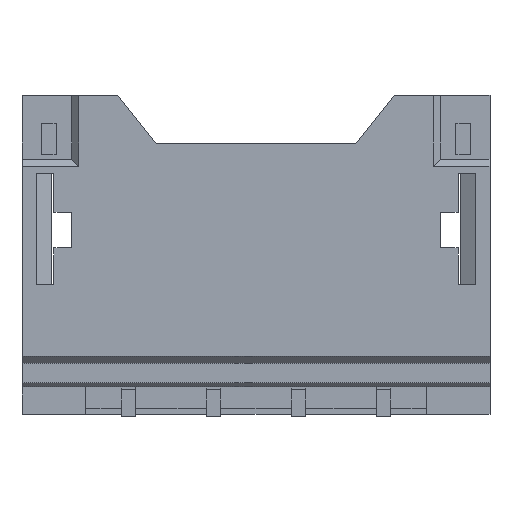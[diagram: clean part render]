
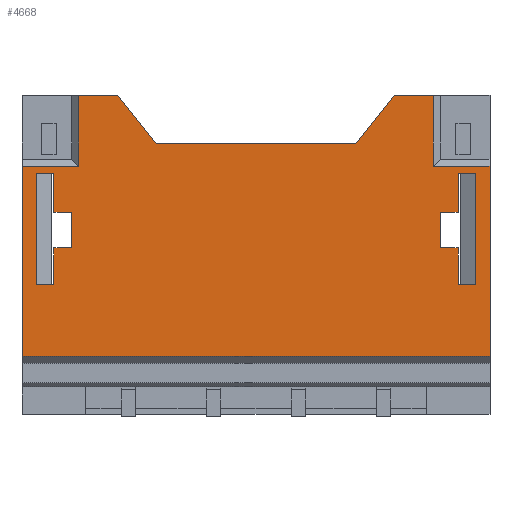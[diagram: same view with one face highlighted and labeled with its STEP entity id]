
A CAD part, front view. The second image highlights one B-rep face of the part: STEP entity #4668.
In plain terms, the highlighted planar face has unit normal (0, -1, 0).
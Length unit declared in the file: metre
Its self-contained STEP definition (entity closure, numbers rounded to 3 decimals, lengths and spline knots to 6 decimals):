
#1004=ORIENTED_EDGE('',*,*,#1944,.T.);
#1005=ORIENTED_EDGE('',*,*,#1940,.T.);
#1006=ORIENTED_EDGE('',*,*,#1947,.T.);
#1007=ORIENTED_EDGE('',*,*,#1930,.F.);
#1008=ORIENTED_EDGE('',*,*,#1948,.F.);
#1009=ORIENTED_EDGE('',*,*,#1935,.T.);
#1010=ORIENTED_EDGE('',*,*,#1934,.T.);
#1011=ORIENTED_EDGE('',*,*,#1946,.T.);
#1012=ORIENTED_EDGE('',*,*,#1914,.F.);
#1013=ORIENTED_EDGE('',*,*,#1949,.F.);
#1014=ORIENTED_EDGE('',*,*,#1901,.T.);
#1015=ORIENTED_EDGE('',*,*,#1950,.T.);
#1016=ORIENTED_EDGE('',*,*,#1909,.F.);
#1017=ORIENTED_EDGE('',*,*,#1908,.T.);
#1018=ORIENTED_EDGE('',*,*,#1905,.T.);
#1019=ORIENTED_EDGE('',*,*,#1917,.T.);
#1020=ORIENTED_EDGE('',*,*,#1889,.F.);
#1021=ORIENTED_EDGE('',*,*,#1951,.F.);
#1022=ORIENTED_EDGE('',*,*,#1561,.T.);
#1023=ORIENTED_EDGE('',*,*,#1565,.T.);
#1024=ORIENTED_EDGE('',*,*,#1568,.T.);
#1025=ORIENTED_EDGE('',*,*,#1952,.F.);
#1026=ORIENTED_EDGE('',*,*,#1953,.T.);
#1027=ORIENTED_EDGE('',*,*,#1954,.F.);
#1028=ORIENTED_EDGE('',*,*,#1809,.F.);
#1029=ORIENTED_EDGE('',*,*,#1770,.T.);
#1030=ORIENTED_EDGE('',*,*,#1883,.F.);
#1031=ORIENTED_EDGE('',*,*,#1891,.F.);
#1561=EDGE_CURVE('',#2182,#2181,#2650,.T.);
#1565=EDGE_CURVE('',#2181,#2184,#2654,.T.);
#1568=EDGE_CURVE('',#2184,#2186,#2657,.T.);
#1770=EDGE_CURVE('',#2321,#2322,#2849,.T.);
#1809=EDGE_CURVE('',#2321,#2350,#2886,.T.);
#1883=EDGE_CURVE('',#2400,#2322,#2960,.T.);
#1889=EDGE_CURVE('',#2403,#2404,#2966,.T.);
#1891=EDGE_CURVE('',#2404,#2400,#2968,.T.);
#1901=EDGE_CURVE('',#2411,#2412,#2978,.T.);
#1905=EDGE_CURVE('',#2414,#2416,#2982,.T.);
#1908=EDGE_CURVE('',#2417,#2414,#2985,.T.);
#1909=EDGE_CURVE('',#2417,#2419,#2986,.T.);
#1914=EDGE_CURVE('',#2423,#2424,#2991,.T.);
#1917=EDGE_CURVE('',#2416,#2424,#2994,.T.);
#1930=EDGE_CURVE('',#2434,#2433,#3007,.T.);
#1934=EDGE_CURVE('',#2436,#2438,#3011,.T.);
#1935=EDGE_CURVE('',#2439,#2436,#3012,.T.);
#1940=EDGE_CURVE('',#2444,#2443,#3017,.T.);
#1944=EDGE_CURVE('',#2446,#2444,#3021,.T.);
#1946=EDGE_CURVE('',#2438,#2446,#3023,.T.);
#1947=EDGE_CURVE('',#2443,#2433,#3024,.T.);
#1948=EDGE_CURVE('',#2439,#2434,#3025,.T.);
#1949=EDGE_CURVE('',#2411,#2423,#3026,.T.);
#1950=EDGE_CURVE('',#2412,#2419,#3027,.T.);
#1951=EDGE_CURVE('',#2182,#2403,#3028,.T.);
#1952=EDGE_CURVE('',#2447,#2186,#3029,.T.);
#1953=EDGE_CURVE('',#2447,#2448,#3030,.T.);
#1954=EDGE_CURVE('',#2350,#2448,#3031,.T.);
#2181=VERTEX_POINT('',#6842);
#2182=VERTEX_POINT('',#6844);
#2184=VERTEX_POINT('',#6850);
#2186=VERTEX_POINT('',#6856);
#2321=VERTEX_POINT('',#7261);
#2322=VERTEX_POINT('',#7263);
#2350=VERTEX_POINT('',#7346);
#2400=VERTEX_POINT('',#7492);
#2403=VERTEX_POINT('',#7503);
#2404=VERTEX_POINT('',#7505);
#2411=VERTEX_POINT('',#7526);
#2412=VERTEX_POINT('',#7528);
#2414=VERTEX_POINT('',#7533);
#2416=VERTEX_POINT('',#7537);
#2417=VERTEX_POINT('',#7541);
#2419=VERTEX_POINT('',#7547);
#2423=VERTEX_POINT('',#7556);
#2424=VERTEX_POINT('',#7558);
#2433=VERTEX_POINT('',#7586);
#2434=VERTEX_POINT('',#7588);
#2436=VERTEX_POINT('',#7593);
#2438=VERTEX_POINT('',#7597);
#2439=VERTEX_POINT('',#7601);
#2443=VERTEX_POINT('',#7610);
#2444=VERTEX_POINT('',#7612);
#2446=VERTEX_POINT('',#7617);
#2447=VERTEX_POINT('',#7630);
#2448=VERTEX_POINT('',#7632);
#2650=LINE('',#6843,#3295);
#2654=LINE('',#6851,#3299);
#2657=LINE('',#6857,#3302);
#2849=LINE('',#7264,#3494);
#2886=LINE('',#7345,#3531);
#2960=LINE('',#7493,#3605);
#2966=LINE('',#7504,#3611);
#2968=LINE('',#7508,#3613);
#2978=LINE('',#7529,#3623);
#2982=LINE('',#7538,#3627);
#2985=LINE('',#7544,#3630);
#2986=LINE('',#7546,#3631);
#2991=LINE('',#7557,#3636);
#2994=LINE('',#7562,#3639);
#3007=LINE('',#7589,#3652);
#3011=LINE('',#7598,#3656);
#3012=LINE('',#7600,#3657);
#3017=LINE('',#7611,#3662);
#3021=LINE('',#7619,#3666);
#3023=LINE('',#7622,#3668);
#3024=LINE('',#7624,#3669);
#3025=LINE('',#7625,#3670);
#3026=LINE('',#7626,#3671);
#3027=LINE('',#7627,#3672);
#3028=LINE('',#7628,#3673);
#3029=LINE('',#7629,#3674);
#3030=LINE('',#7631,#3675);
#3031=LINE('',#7633,#3676);
#3295=VECTOR('',#5650,1.);
#3299=VECTOR('',#5656,1.);
#3302=VECTOR('',#5661,1.);
#3494=VECTOR('',#6011,1.);
#3531=VECTOR('',#6082,1.);
#3605=VECTOR('',#6202,1.);
#3611=VECTOR('',#6212,1.);
#3613=VECTOR('',#6216,1.);
#3623=VECTOR('',#6232,1.);
#3627=VECTOR('',#6238,1.);
#3630=VECTOR('',#6243,1.);
#3631=VECTOR('',#6246,1.);
#3636=VECTOR('',#6253,1.);
#3639=VECTOR('',#6258,1.);
#3652=VECTOR('',#6279,1.);
#3656=VECTOR('',#6285,1.);
#3657=VECTOR('',#6288,1.);
#3662=VECTOR('',#6295,1.);
#3666=VECTOR('',#6301,1.);
#3668=VECTOR('',#6305,1.);
#3669=VECTOR('',#6308,1.);
#3670=VECTOR('',#6309,1.);
#3671=VECTOR('',#6310,1.);
#3672=VECTOR('',#6311,1.);
#3673=VECTOR('',#6312,1.);
#3674=VECTOR('',#6313,1.);
#3675=VECTOR('',#6314,1.);
#3676=VECTOR('',#6315,1.);
#3974=EDGE_LOOP('',(#1004,#1005,#1006,#1007,#1008,#1009,#1010,#1011));
#3975=EDGE_LOOP('',(#1012,#1013,#1014,#1015,#1016,#1017,#1018,#1019));
#3976=EDGE_LOOP('',(#1020,#1021,#1022,#1023,#1024,#1025,#1026,#1027,#1028,
#1029,#1030,#1031));
#4211=FACE_BOUND('',#3974,.T.);
#4212=FACE_BOUND('',#3975,.T.);
#4213=FACE_BOUND('',#3976,.T.);
#4438=PLANE('',#5356);
#4668=ADVANCED_FACE('',(#4211,#4212,#4213),#4438,.F.);
#5356=AXIS2_PLACEMENT_3D('',#7623,#6306,#6307);
#5650=DIRECTION('',(-0.622,0.,-0.783));
#5656=DIRECTION('',(-1.,0.,0.));
#5661=DIRECTION('',(-0.622,0.,0.783));
#6011=DIRECTION('',(1.,0.,0.));
#6082=DIRECTION('',(0.,0.,1.));
#6202=DIRECTION('',(0.,0.,-1.));
#6212=DIRECTION('',(0.,0.,-1.));
#6216=DIRECTION('',(1.,0.,0.));
#6232=DIRECTION('',(0.,0.,1.));
#6238=DIRECTION('',(0.,0.,-1.));
#6243=DIRECTION('',(1.,0.,0.));
#6246=DIRECTION('',(0.,0.,1.));
#6253=DIRECTION('',(0.,0.,1.));
#6258=DIRECTION('',(-1.,0.,0.));
#6279=DIRECTION('',(0.,0.,1.));
#6285=DIRECTION('',(-1.,0.,0.));
#6288=DIRECTION('',(0.,0.,1.));
#6295=DIRECTION('',(0.,0.,1.));
#6301=DIRECTION('',(1.,0.,0.));
#6305=DIRECTION('',(0.,0.,1.));
#6306=DIRECTION('',(0.,1.,0.));
#6307=DIRECTION('',(1.,0.,0.));
#6308=DIRECTION('',(1.,0.,0.));
#6309=DIRECTION('',(1.,0.,0.));
#6310=DIRECTION('',(1.,0.,0.));
#6311=DIRECTION('',(1.,0.,0.));
#6312=DIRECTION('',(1.,0.,0.));
#6313=DIRECTION('',(1.,0.,0.));
#6314=DIRECTION('',(0.,0.,-1.));
#6315=DIRECTION('',(1.,0.,0.));
#6842=CARTESIAN_POINT('',(0.00141,-0.0014,0.00157));
#6843=CARTESIAN_POINT('',(0.00195,-0.0014,0.00225));
#6844=CARTESIAN_POINT('',(0.00195,-0.0014,0.00225));
#6850=CARTESIAN_POINT('',(-0.00141,-0.0014,0.00157));
#6851=CARTESIAN_POINT('',(0.00141,-0.0014,0.00157));
#6856=CARTESIAN_POINT('',(-0.00195,-0.0014,0.00225));
#6857=CARTESIAN_POINT('',(-0.00141,-0.0014,0.00157));
#7261=CARTESIAN_POINT('',(-0.0033,-0.0014,-0.00143));
#7263=CARTESIAN_POINT('',(0.0033,-0.0014,-0.00143));
#7264=CARTESIAN_POINT('',(-0.0033,-0.0014,-0.00143));
#7345=CARTESIAN_POINT('',(-0.0033,-0.0014,-0.00143));
#7346=CARTESIAN_POINT('',(-0.0033,-0.0014,0.00125));
#7492=CARTESIAN_POINT('',(0.0033,-0.0014,0.00125));
#7493=CARTESIAN_POINT('',(0.0033,-0.0014,0.00125));
#7503=CARTESIAN_POINT('',(0.0025,-0.0014,0.00225));
#7504=CARTESIAN_POINT('',(0.0025,-0.0014,0.00225));
#7505=CARTESIAN_POINT('',(0.0025,-0.0014,0.00125));
#7508=CARTESIAN_POINT('',(-0.00295,-0.0014,0.00125));
#7526=CARTESIAN_POINT('',(-0.0031,-0.0014,-0.00042));
#7528=CARTESIAN_POINT('',(-0.0031,-0.0014,0.00115));
#7529=CARTESIAN_POINT('',(-0.0031,-0.0014,-0.00042));
#7533=CARTESIAN_POINT('',(-0.0026,-0.0014,0.0006));
#7537=CARTESIAN_POINT('',(-0.0026,-0.0014,0.0001));
#7538=CARTESIAN_POINT('',(-0.0026,-0.0014,0.0006));
#7541=CARTESIAN_POINT('',(-0.00285,-0.0014,0.0006));
#7544=CARTESIAN_POINT('',(0.,-0.0014,0.0006));
#7546=CARTESIAN_POINT('',(-0.00285,-0.0014,0.0006));
#7547=CARTESIAN_POINT('',(-0.00285,-0.0014,0.00115));
#7556=CARTESIAN_POINT('',(-0.00285,-0.0014,-0.00042));
#7557=CARTESIAN_POINT('',(-0.00285,-0.0014,-0.00042));
#7558=CARTESIAN_POINT('',(-0.00285,-0.0014,0.0001));
#7562=CARTESIAN_POINT('',(0.,-0.0014,0.0001));
#7586=CARTESIAN_POINT('',(0.0031,-0.0014,0.00115));
#7588=CARTESIAN_POINT('',(0.0031,-0.0014,-0.00042));
#7589=CARTESIAN_POINT('',(0.0031,-0.0014,-0.00042));
#7593=CARTESIAN_POINT('',(0.00285,-0.0014,0.0001));
#7597=CARTESIAN_POINT('',(0.0026,-0.0014,0.0001));
#7598=CARTESIAN_POINT('',(0.00285,-0.0014,0.0001));
#7600=CARTESIAN_POINT('',(0.00285,-0.0014,-0.00042));
#7601=CARTESIAN_POINT('',(0.00285,-0.0014,-0.00042));
#7610=CARTESIAN_POINT('',(0.00285,-0.0014,0.00115));
#7611=CARTESIAN_POINT('',(0.00285,-0.0014,0.0006));
#7612=CARTESIAN_POINT('',(0.00285,-0.0014,0.0006));
#7617=CARTESIAN_POINT('',(0.0026,-0.0014,0.0006));
#7619=CARTESIAN_POINT('',(0.0026,-0.0014,0.0006));
#7622=CARTESIAN_POINT('',(0.0026,-0.0014,0.0001));
#7623=CARTESIAN_POINT('',(0.,-0.0014,0.));
#7624=CARTESIAN_POINT('',(0.00285,-0.0014,0.00115));
#7625=CARTESIAN_POINT('',(0.00285,-0.0014,-0.00042));
#7626=CARTESIAN_POINT('',(-0.0031,-0.0014,-0.00042));
#7627=CARTESIAN_POINT('',(-0.0031,-0.0014,0.00115));
#7628=CARTESIAN_POINT('',(0.00195,-0.0014,0.00225));
#7629=CARTESIAN_POINT('',(-0.0025,-0.0014,0.00225));
#7630=CARTESIAN_POINT('',(-0.0025,-0.0014,0.00225));
#7631=CARTESIAN_POINT('',(-0.0025,-0.0014,0.00225));
#7632=CARTESIAN_POINT('',(-0.0025,-0.0014,0.00125));
#7633=CARTESIAN_POINT('',(-0.0033,-0.0014,0.00125));
